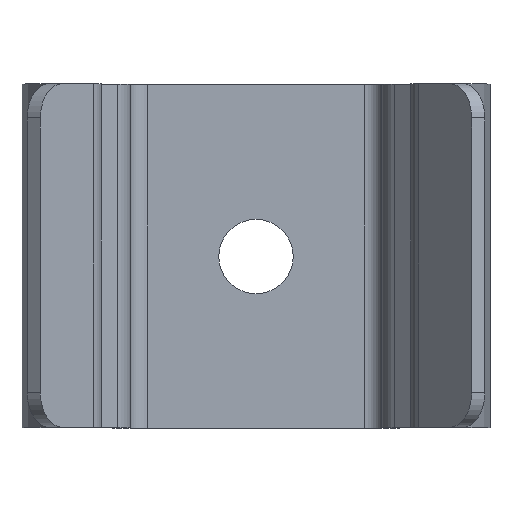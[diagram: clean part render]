
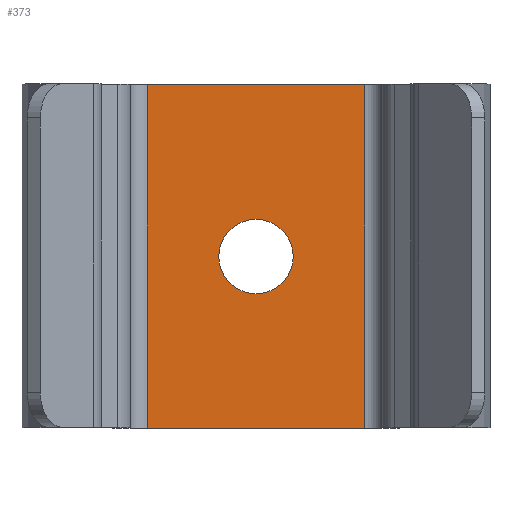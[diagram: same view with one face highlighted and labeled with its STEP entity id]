
A CAD part, top view. The second image highlights one B-rep face of the part: STEP entity #373.
In plain terms, the highlighted planar face has unit normal (0, 0, 1).
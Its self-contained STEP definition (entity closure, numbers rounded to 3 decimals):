
#290=FACE_BOUND('',#455,.T.);
#291=FACE_BOUND('',#456,.T.);
#338=CIRCLE('',#988,3.25);
#373=ADVANCED_FACE('',(#290,#291),#399,.F.);
#399=PLANE('',#989);
#455=EDGE_LOOP('',(#545));
#456=EDGE_LOOP('',(#546,#547,#548,#549));
#545=ORIENTED_EDGE('',*,*,#792,.T.);
#546=ORIENTED_EDGE('',*,*,#793,.T.);
#547=ORIENTED_EDGE('',*,*,#794,.F.);
#548=ORIENTED_EDGE('',*,*,#795,.F.);
#549=ORIENTED_EDGE('',*,*,#790,.T.);
#709=VERTEX_POINT('',#1343);
#710=VERTEX_POINT('',#1345);
#711=VERTEX_POINT('',#1349);
#712=VERTEX_POINT('',#1351);
#713=VERTEX_POINT('',#1353);
#790=EDGE_CURVE('',#710,#709,#866,.T.);
#792=EDGE_CURVE('',#711,#711,#338,.T.);
#793=EDGE_CURVE('',#709,#712,#867,.T.);
#794=EDGE_CURVE('',#713,#712,#868,.T.);
#795=EDGE_CURVE('',#710,#713,#869,.T.);
#866=LINE('',#1344,#922);
#867=LINE('',#1350,#923);
#868=LINE('',#1352,#924);
#869=LINE('',#1354,#925);
#922=VECTOR('',#1132,1.);
#923=VECTOR('',#1139,1.);
#924=VECTOR('',#1140,1.);
#925=VECTOR('',#1141,1.);
#988=AXIS2_PLACEMENT_3D('',#1348,#1137,#1138);
#989=AXIS2_PLACEMENT_3D('',#1355,#1142,#1143);
#1132=DIRECTION('',(0.,-1.,0.));
#1137=DIRECTION('',(0.,0.,-1.));
#1138=DIRECTION('',(1.,0.,0.));
#1139=DIRECTION('',(1.,0.,0.));
#1140=DIRECTION('',(0.,-1.,0.));
#1141=DIRECTION('',(1.,0.,0.));
#1142=DIRECTION('',(0.,0.,-1.));
#1143=DIRECTION('',(-1.,0.,0.));
#1343=CARTESIAN_POINT('',(-9.5,0.,1.5));
#1344=CARTESIAN_POINT('',(-9.5,30.,1.5));
#1345=CARTESIAN_POINT('',(-9.5,30.,1.5));
#1348=CARTESIAN_POINT('',(0.,15.,1.5));
#1349=CARTESIAN_POINT('',(3.25,15.,1.5));
#1350=CARTESIAN_POINT('',(0.,0.,1.5));
#1351=CARTESIAN_POINT('',(9.5,0.,1.5));
#1352=CARTESIAN_POINT('',(9.5,30.,1.5));
#1353=CARTESIAN_POINT('',(9.5,30.,1.5));
#1354=CARTESIAN_POINT('',(-9.5,30.,1.5));
#1355=CARTESIAN_POINT('',(0.,30.,1.5));
